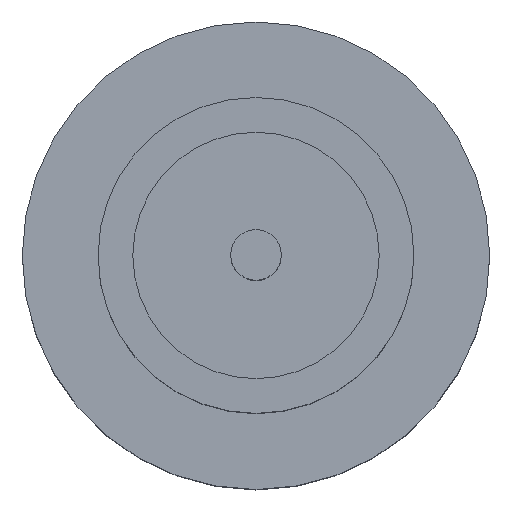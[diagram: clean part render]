
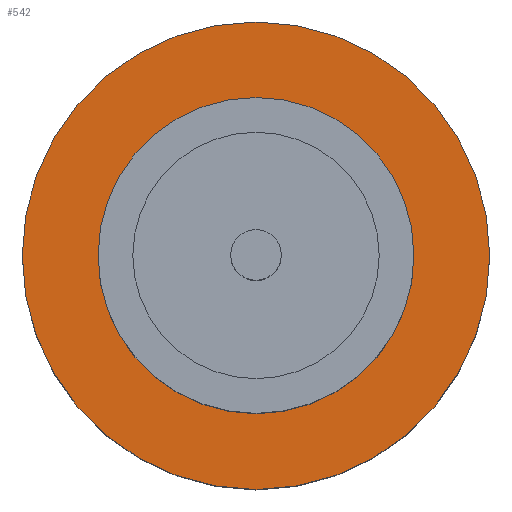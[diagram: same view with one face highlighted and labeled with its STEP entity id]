
A CAD part, top view. The second image highlights one B-rep face of the part: STEP entity #542.
In plain terms, the highlighted planar face has unit normal (0, 0, 1).
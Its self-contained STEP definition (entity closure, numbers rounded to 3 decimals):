
#3 = EDGE_CURVE ( 'NONE', #652, #392, #274, .T. ) ;
#45 = CIRCLE ( 'NONE', #400, 1.25 ) ;
#51 = DIRECTION ( 'NONE',  ( 1., 0., 0. ) ) ;
#66 = CARTESIAN_POINT ( 'NONE',  ( 0., 0., 1.55 ) ) ;
#71 = AXIS2_PLACEMENT_3D ( 'NONE', #628, #202, #584 ) ;
#74 = CARTESIAN_POINT ( 'NONE',  ( -1.85, 0., 1.55 ) ) ;
#129 = EDGE_CURVE ( 'NONE', #813, #608, #545, .T. ) ;
#202 = DIRECTION ( 'NONE',  ( 0., 0., 1. ) ) ;
#209 = AXIS2_PLACEMENT_3D ( 'NONE', #547, #294, #742 ) ;
#210 = EDGE_LOOP ( 'NONE', ( #755, #641 ) ) ;
#214 = CARTESIAN_POINT ( 'NONE',  ( 1.25, 0., 1.55 ) ) ;
#237 = FACE_BOUND ( 'NONE', #765, .T. ) ;
#252 = PLANE ( 'NONE',  #269 ) ;
#269 = AXIS2_PLACEMENT_3D ( 'NONE', #837, #618, #51 ) ;
#274 = CIRCLE ( 'NONE', #71, 1.25 ) ;
#294 = DIRECTION ( 'NONE',  ( 0., 0., 1. ) ) ;
#351 = CARTESIAN_POINT ( 'NONE',  ( -1.25, 0., 1.55 ) ) ;
#360 = AXIS2_PLACEMENT_3D ( 'NONE', #378, #831, #438 ) ;
#378 = CARTESIAN_POINT ( 'NONE',  ( 0., 0., 1.55 ) ) ;
#380 = FACE_OUTER_BOUND ( 'NONE', #210, .T. ) ;
#392 = VERTEX_POINT ( 'NONE', #351 ) ;
#400 = AXIS2_PLACEMENT_3D ( 'NONE', #66, #580, #590 ) ;
#438 = DIRECTION ( 'NONE',  ( 1., 0., 0. ) ) ;
#486 = EDGE_CURVE ( 'NONE', #608, #813, #606, .T. ) ;
#542 = ADVANCED_FACE ( 'NONE', ( #237, #380 ), #252, .T. ) ;
#545 = CIRCLE ( 'NONE', #209, 1.85 ) ;
#547 = CARTESIAN_POINT ( 'NONE',  ( 0., 0., 1.55 ) ) ;
#580 = DIRECTION ( 'NONE',  ( 0., 0., 1. ) ) ;
#584 = DIRECTION ( 'NONE',  ( 1., 0., 0. ) ) ;
#590 = DIRECTION ( 'NONE',  ( 1., 0., 0. ) ) ;
#606 = CIRCLE ( 'NONE', #360, 1.85 ) ;
#608 = VERTEX_POINT ( 'NONE', #74 ) ;
#611 = ORIENTED_EDGE ( 'NONE', *, *, #646, .F. ) ;
#618 = DIRECTION ( 'NONE',  ( 0., 0., 1. ) ) ;
#628 = CARTESIAN_POINT ( 'NONE',  ( 0., 0., 1.55 ) ) ;
#641 = ORIENTED_EDGE ( 'NONE', *, *, #129, .T. ) ;
#646 = EDGE_CURVE ( 'NONE', #392, #652, #45, .T. ) ;
#652 = VERTEX_POINT ( 'NONE', #214 ) ;
#742 = DIRECTION ( 'NONE',  ( 1., 0., 0. ) ) ;
#755 = ORIENTED_EDGE ( 'NONE', *, *, #486, .T. ) ;
#764 = CARTESIAN_POINT ( 'NONE',  ( 1.85, 0., 1.55 ) ) ;
#765 = EDGE_LOOP ( 'NONE', ( #839, #611 ) ) ;
#813 = VERTEX_POINT ( 'NONE', #764 ) ;
#831 = DIRECTION ( 'NONE',  ( 0., 0., 1. ) ) ;
#837 = CARTESIAN_POINT ( 'NONE',  ( 0., 0., 1.55 ) ) ;
#839 = ORIENTED_EDGE ( 'NONE', *, *, #3, .F. ) ;
